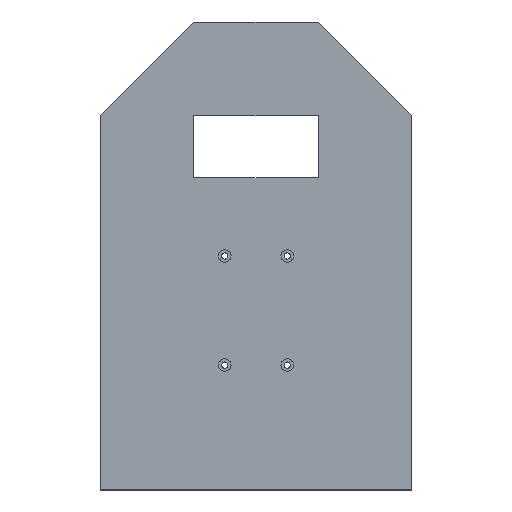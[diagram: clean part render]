
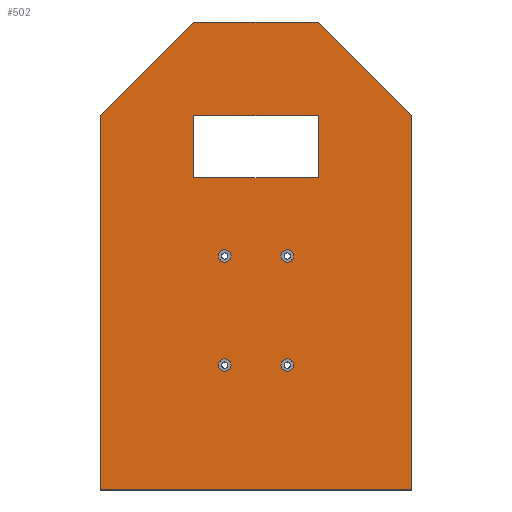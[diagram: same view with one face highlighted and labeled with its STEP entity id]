
A CAD part, top view. The second image highlights one B-rep face of the part: STEP entity #502.
In plain terms, the highlighted planar face has unit normal (0, 0, 1).
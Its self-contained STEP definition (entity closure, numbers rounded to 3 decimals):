
#19=FACE_BOUND('',#114,.T.);
#20=FACE_BOUND('',#115,.T.);
#21=FACE_BOUND('',#116,.T.);
#22=FACE_BOUND('',#117,.T.);
#23=FACE_BOUND('',#118,.T.);
#49=PLANE('',#568);
#79=FACE_OUTER_BOUND('',#113,.T.);
#113=EDGE_LOOP('',(#432,#433,#434,#435,#436,#437));
#114=EDGE_LOOP('',(#438));
#115=EDGE_LOOP('',(#439));
#116=EDGE_LOOP('',(#440));
#117=EDGE_LOOP('',(#441));
#118=EDGE_LOOP('',(#442,#443,#444,#445));
#136=LINE('',#773,#177);
#140=LINE('',#781,#181);
#143=LINE('',#787,#184);
#146=LINE('',#792,#187);
#153=LINE('',#822,#194);
#156=LINE('',#828,#197);
#159=LINE('',#834,#200);
#162=LINE('',#840,#203);
#165=LINE('',#846,#206);
#168=LINE('',#850,#209);
#177=VECTOR('',#638,10.);
#181=VECTOR('',#644,10.);
#184=VECTOR('',#649,10.);
#187=VECTOR('',#654,10.);
#194=VECTOR('',#687,10.);
#197=VECTOR('',#692,10.);
#200=VECTOR('',#697,10.);
#203=VECTOR('',#702,10.);
#206=VECTOR('',#707,10.);
#209=VECTOR('',#712,10.);
#211=CIRCLE('',#520,2.);
#214=CIRCLE('',#525,2.);
#217=CIRCLE('',#530,2.);
#220=CIRCLE('',#535,2.);
#233=VERTEX_POINT('',#721);
#236=VERTEX_POINT('',#730);
#239=VERTEX_POINT('',#739);
#242=VERTEX_POINT('',#748);
#248=VERTEX_POINT('',#771);
#249=VERTEX_POINT('',#772);
#252=VERTEX_POINT('',#780);
#254=VERTEX_POINT('',#786);
#264=VERTEX_POINT('',#819);
#265=VERTEX_POINT('',#821);
#267=VERTEX_POINT('',#827);
#269=VERTEX_POINT('',#833);
#271=VERTEX_POINT('',#839);
#273=VERTEX_POINT('',#845);
#276=EDGE_CURVE('',#233,#233,#211,.T.);
#280=EDGE_CURVE('',#236,#236,#214,.T.);
#284=EDGE_CURVE('',#239,#239,#217,.T.);
#288=EDGE_CURVE('',#242,#242,#220,.T.);
#298=EDGE_CURVE('',#248,#249,#136,.T.);
#302=EDGE_CURVE('',#249,#252,#140,.T.);
#305=EDGE_CURVE('',#252,#254,#143,.T.);
#308=EDGE_CURVE('',#254,#248,#146,.T.);
#321=EDGE_CURVE('',#265,#264,#153,.T.);
#324=EDGE_CURVE('',#267,#265,#156,.T.);
#327=EDGE_CURVE('',#269,#267,#159,.T.);
#330=EDGE_CURVE('',#271,#269,#162,.T.);
#333=EDGE_CURVE('',#273,#271,#165,.T.);
#336=EDGE_CURVE('',#264,#273,#168,.T.);
#432=ORIENTED_EDGE('',*,*,#336,.T.);
#433=ORIENTED_EDGE('',*,*,#333,.T.);
#434=ORIENTED_EDGE('',*,*,#330,.T.);
#435=ORIENTED_EDGE('',*,*,#327,.T.);
#436=ORIENTED_EDGE('',*,*,#324,.T.);
#437=ORIENTED_EDGE('',*,*,#321,.T.);
#438=ORIENTED_EDGE('',*,*,#276,.T.);
#439=ORIENTED_EDGE('',*,*,#280,.T.);
#440=ORIENTED_EDGE('',*,*,#284,.T.);
#441=ORIENTED_EDGE('',*,*,#288,.T.);
#442=ORIENTED_EDGE('',*,*,#298,.T.);
#443=ORIENTED_EDGE('',*,*,#302,.T.);
#444=ORIENTED_EDGE('',*,*,#305,.T.);
#445=ORIENTED_EDGE('',*,*,#308,.T.);
#502=ADVANCED_FACE('',(#79,#19,#20,#21,#22,#23),#49,.T.);
#520=AXIS2_PLACEMENT_3D('',#723,#577,#578);
#525=AXIS2_PLACEMENT_3D('',#732,#588,#589);
#530=AXIS2_PLACEMENT_3D('',#741,#599,#600);
#535=AXIS2_PLACEMENT_3D('',#750,#610,#611);
#568=AXIS2_PLACEMENT_3D('',#851,#713,#714);
#577=DIRECTION('center_axis',(0.,0.,-1.));
#578=DIRECTION('ref_axis',(-1.,0.,0.));
#588=DIRECTION('center_axis',(0.,0.,-1.));
#589=DIRECTION('ref_axis',(-1.,0.,0.));
#599=DIRECTION('center_axis',(0.,0.,-1.));
#600=DIRECTION('ref_axis',(-1.,0.,0.));
#610=DIRECTION('center_axis',(0.,0.,-1.));
#611=DIRECTION('ref_axis',(-1.,0.,0.));
#638=DIRECTION('',(0.,-1.,0.));
#644=DIRECTION('',(-1.,0.,0.));
#649=DIRECTION('',(0.,1.,0.));
#654=DIRECTION('',(1.,0.,0.));
#687=DIRECTION('',(-0.707,-0.707,0.));
#692=DIRECTION('',(-1.,0.,0.));
#697=DIRECTION('',(-0.707,0.707,0.));
#702=DIRECTION('',(0.,1.,0.));
#707=DIRECTION('',(1.,0.,0.));
#712=DIRECTION('',(0.,-1.,0.));
#713=DIRECTION('center_axis',(0.,0.,1.));
#714=DIRECTION('ref_axis',(1.,0.,0.));
#721=CARTESIAN_POINT('',(42.,40.,20.));
#723=CARTESIAN_POINT('Origin',(40.,40.,20.));
#730=CARTESIAN_POINT('',(42.,75.,20.));
#732=CARTESIAN_POINT('Origin',(40.,75.,20.));
#739=CARTESIAN_POINT('',(62.,40.,20.));
#741=CARTESIAN_POINT('Origin',(60.,40.,20.));
#748=CARTESIAN_POINT('',(62.,75.,20.));
#750=CARTESIAN_POINT('Origin',(60.,75.,20.));
#771=CARTESIAN_POINT('',(70.,120.,20.));
#772=CARTESIAN_POINT('',(70.,100.,20.));
#773=CARTESIAN_POINT('',(70.,87.5,20.));
#780=CARTESIAN_POINT('',(30.,100.,20.));
#781=CARTESIAN_POINT('',(40.,100.,20.));
#786=CARTESIAN_POINT('',(30.,120.,20.));
#787=CARTESIAN_POINT('',(30.,97.5,20.));
#792=CARTESIAN_POINT('',(60.,120.,20.));
#819=CARTESIAN_POINT('',(0.,120.,20.));
#821=CARTESIAN_POINT('',(30.,150.,20.));
#822=CARTESIAN_POINT('',(0.,120.,20.));
#827=CARTESIAN_POINT('',(70.,150.,20.));
#828=CARTESIAN_POINT('',(30.,150.,20.));
#833=CARTESIAN_POINT('',(100.,120.,20.));
#834=CARTESIAN_POINT('',(70.,150.,20.));
#839=CARTESIAN_POINT('',(100.,0.,20.));
#840=CARTESIAN_POINT('',(100.,0.,20.));
#845=CARTESIAN_POINT('',(0.,0.,20.));
#846=CARTESIAN_POINT('',(0.,0.,20.));
#850=CARTESIAN_POINT('',(0.,120.,20.));
#851=CARTESIAN_POINT('Origin',(50.,75.,20.));
